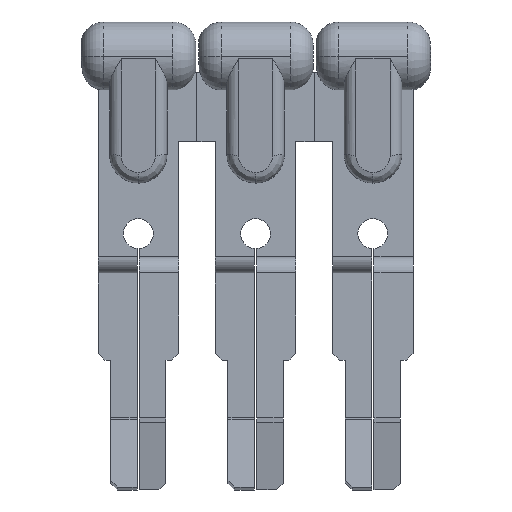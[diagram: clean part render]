
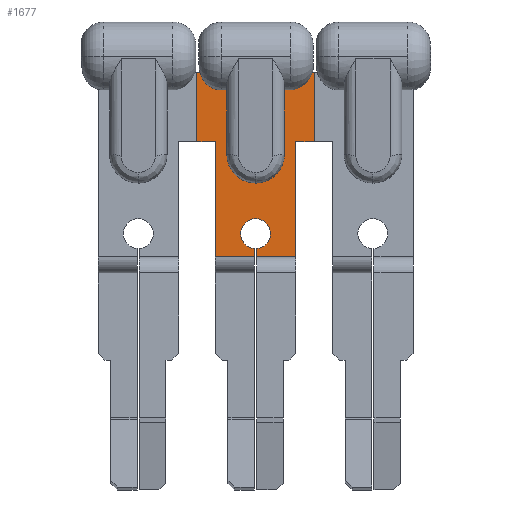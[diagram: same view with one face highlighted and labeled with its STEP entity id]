
A CAD part, top view. The second image highlights one B-rep face of the part: STEP entity #1677.
In plain terms, the highlighted planar face has unit normal (0, 0, 1).
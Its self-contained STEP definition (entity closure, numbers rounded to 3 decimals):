
#67 = DIRECTION ( 'NONE',  ( -1., 0., 0. ) ) ;
#68 = EDGE_CURVE ( 'NONE', #1494, #1324, #1310, .T. ) ;
#78 = DIRECTION ( 'NONE',  ( 1., 0., 0. ) ) ;
#80 = EDGE_CURVE ( 'NONE', #2114, #1324, #1112, .T. ) ;
#91 = CARTESIAN_POINT ( 'NONE',  ( 0.65, 4.116, 0. ) ) ;
#93 = EDGE_CURVE ( 'NONE', #1036, #1898, #3721, .T. ) ;
#101 = CARTESIAN_POINT ( 'NONE',  ( -2.548, 3.99, 0. ) ) ;
#110 = DIRECTION ( 'NONE',  ( 0., -1., 0. ) ) ;
#113 = EDGE_CURVE ( 'NONE', #1352, #1036, #484, .T. ) ;
#119 = EDGE_CURVE ( 'NONE', #1352, #287, #475, .T. ) ;
#125 = EDGE_CURVE ( 'NONE', #196, #1536, #1139, .T. ) ;
#145 = CARTESIAN_POINT ( 'NONE',  ( 2.548, 6.99, 0. ) ) ;
#149 = EDGE_CURVE ( 'NONE', #2921, #196, #3105, .T. ) ;
#153 = EDGE_CURVE ( 'NONE', #2921, #2500, #3087, .T. ) ;
#159 = CARTESIAN_POINT ( 'NONE',  ( 1.75, 6.99, 0. ) ) ;
#194 = VECTOR ( 'NONE', #67, 1000. ) ;
#196 = VERTEX_POINT ( 'NONE', #4129 ) ;
#210 = EDGE_CURVE ( 'NONE', #2500, #339, #655, .T. ) ;
#242 = EDGE_CURVE ( 'NONE', #760, #1494, #588, .T. ) ;
#287 = VERTEX_POINT ( 'NONE', #2666 ) ;
#295 = CARTESIAN_POINT ( 'NONE',  ( -2.548, 3.99, 0. ) ) ;
#339 = VERTEX_POINT ( 'NONE', #295 ) ;
#373 = CARTESIAN_POINT ( 'NONE',  ( 2.548, 6.99, 0. ) ) ;
#462 = DIRECTION ( 'NONE',  ( -1., 0., 0. ) ) ;
#470 = VECTOR ( 'NONE', #526, 1000. ) ;
#475 = LINE ( 'NONE', #607, #3698 ) ;
#484 = LINE ( 'NONE', #764, #470 ) ;
#513 = DIRECTION ( 'NONE',  ( 1., 0., 0. ) ) ;
#526 = DIRECTION ( 'NONE',  ( 0., 1., 0. ) ) ;
#536 = CARTESIAN_POINT ( 'NONE',  ( -1.75, -1.01, 0. ) ) ;
#583 = VECTOR ( 'NONE', #3282, 1000. ) ;
#588 = LINE ( 'NONE', #3344, #583 ) ;
#607 = CARTESIAN_POINT ( 'NONE',  ( -1.75, -1.01, 0. ) ) ;
#609 = FACE_BOUND ( 'NONE', #1412, .T. ) ;
#655 = LINE ( 'NONE', #3862, #696 ) ;
#687 = DIRECTION ( 'NONE',  ( 1., 0., 0. ) ) ;
#696 = VECTOR ( 'NONE', #3871, 1000. ) ;
#706 = DIRECTION ( 'NONE',  ( 0., 0., 1. ) ) ;
#733 = FACE_OUTER_BOUND ( 'NONE', #1957, .T. ) ;
#739 = CARTESIAN_POINT ( 'NONE',  ( 0., 0., 0. ) ) ;
#760 = VERTEX_POINT ( 'NONE', #2256 ) ;
#764 = CARTESIAN_POINT ( 'NONE',  ( 0.05, -1.01, 0. ) ) ;
#773 = CARTESIAN_POINT ( 'NONE',  ( 2.548, 3.99, 0. ) ) ;
#778 = EDGE_CURVE ( 'NONE', #1235, #2066, #2068, .T. ) ;
#799 = DIRECTION ( 'NONE',  ( 0., -1., 0. ) ) ;
#829 = AXIS2_PLACEMENT_3D ( 'NONE', #2267, #2325, #3709 ) ;
#832 = ORIENTED_EDGE ( 'NONE', *, *, #1639, .F. ) ;
#874 = ORIENTED_EDGE ( 'NONE', *, *, #778, .F. ) ;
#888 = EDGE_CURVE ( 'NONE', #1898, #2196, #2292, .T. ) ;
#919 = ORIENTED_EDGE ( 'NONE', *, *, #68, .T. ) ;
#922 = CIRCLE ( 'NONE', #3585, 0.65 ) ;
#948 = ORIENTED_EDGE ( 'NONE', *, *, #80, .F. ) ;
#1036 = VERTEX_POINT ( 'NONE', #2142 ) ;
#1069 = CIRCLE ( 'NONE', #1072, 0.65 ) ;
#1070 = DIRECTION ( 'NONE',  ( 1., 0., 0. ) ) ;
#1072 = AXIS2_PLACEMENT_3D ( 'NONE', #3730, #1752, #4001 ) ;
#1112 = LINE ( 'NONE', #2814, #3719 ) ;
#1122 = CARTESIAN_POINT ( 'NONE',  ( -1.75, -1.01, 0. ) ) ;
#1139 = LINE ( 'NONE', #773, #3055 ) ;
#1151 = ORIENTED_EDGE ( 'NONE', *, *, #3120, .F. ) ;
#1199 = VECTOR ( 'NONE', #1070, 1000. ) ;
#1219 = ORIENTED_EDGE ( 'NONE', *, *, #888, .F. ) ;
#1235 = VERTEX_POINT ( 'NONE', #2351 ) ;
#1247 = ORIENTED_EDGE ( 'NONE', *, *, #93, .F. ) ;
#1270 = ORIENTED_EDGE ( 'NONE', *, *, #113, .F. ) ;
#1292 = ORIENTED_EDGE ( 'NONE', *, *, #119, .T. ) ;
#1310 = LINE ( 'NONE', #1122, #1199 ) ;
#1312 = ORIENTED_EDGE ( 'NONE', *, *, #1981, .T. ) ;
#1324 = VERTEX_POINT ( 'NONE', #3375 ) ;
#1346 = ORIENTED_EDGE ( 'NONE', *, *, #125, .F. ) ;
#1352 = VERTEX_POINT ( 'NONE', #2202 ) ;
#1385 = ORIENTED_EDGE ( 'NONE', *, *, #149, .F. ) ;
#1412 = EDGE_LOOP ( 'NONE', ( #832, #874 ) ) ;
#1488 = LINE ( 'NONE', #2823, #2362 ) ;
#1494 = VERTEX_POINT ( 'NONE', #536 ) ;
#1536 = VERTEX_POINT ( 'NONE', #2536 ) ;
#1639 = EDGE_CURVE ( 'NONE', #2066, #1235, #922, .T. ) ;
#1677 = ADVANCED_FACE ( 'NONE', ( #609, #733 ), #2437, .T. ) ;
#1692 = AXIS2_PLACEMENT_3D ( 'NONE', #3545, #3520, #3532 ) ;
#1752 = DIRECTION ( 'NONE',  ( 0., 0., 1. ) ) ;
#1756 = ORIENTED_EDGE ( 'NONE', *, *, #153, .T. ) ;
#1773 = AXIS2_PLACEMENT_3D ( 'NONE', #739, #706, #687 ) ;
#1864 = ORIENTED_EDGE ( 'NONE', *, *, #210, .T. ) ;
#1898 = VERTEX_POINT ( 'NONE', #2925 ) ;
#1957 = EDGE_LOOP ( 'NONE', ( #919, #948, #1151, #1219, #1247, #1270, #1292, #1312, #1346, #1385, #1756, #1864, #1995, #2048 ) ) ;
#1981 = EDGE_CURVE ( 'NONE', #287, #1536, #1488, .T. ) ;
#1995 = ORIENTED_EDGE ( 'NONE', *, *, #2065, .T. ) ;
#2048 = ORIENTED_EDGE ( 'NONE', *, *, #242, .T. ) ;
#2065 = EDGE_CURVE ( 'NONE', #339, #760, #2959, .T. ) ;
#2066 = VERTEX_POINT ( 'NONE', #91 ) ;
#2068 = CIRCLE ( 'NONE', #2243, 0.65 ) ;
#2114 = VERTEX_POINT ( 'NONE', #3857 ) ;
#2142 = CARTESIAN_POINT ( 'NONE',  ( 0.05, -0.648, 0. ) ) ;
#2196 = VERTEX_POINT ( 'NONE', #3551 ) ;
#2202 = CARTESIAN_POINT ( 'NONE',  ( 0.05, -1.01, 0. ) ) ;
#2243 = AXIS2_PLACEMENT_3D ( 'NONE', #3596, #4055, #3790 ) ;
#2256 = CARTESIAN_POINT ( 'NONE',  ( -1.75, 3.99, 0. ) ) ;
#2267 = CARTESIAN_POINT ( 'NONE',  ( 0., 0., 0. ) ) ;
#2292 = CIRCLE ( 'NONE', #1692, 0.65 ) ;
#2325 = DIRECTION ( 'NONE',  ( 0., 0., 1. ) ) ;
#2351 = CARTESIAN_POINT ( 'NONE',  ( -0.65, 4.116, 0. ) ) ;
#2362 = VECTOR ( 'NONE', #2776, 1000. ) ;
#2437 = PLANE ( 'NONE',  #829 ) ;
#2500 = VERTEX_POINT ( 'NONE', #3179 ) ;
#2536 = CARTESIAN_POINT ( 'NONE',  ( 1.75, 3.99, 0. ) ) ;
#2666 = CARTESIAN_POINT ( 'NONE',  ( 1.75, -1.01, 0. ) ) ;
#2776 = DIRECTION ( 'NONE',  ( 0., 1., 0. ) ) ;
#2814 = CARTESIAN_POINT ( 'NONE',  ( -0.05, -1.01, 0. ) ) ;
#2823 = CARTESIAN_POINT ( 'NONE',  ( 1.75, -1.01, 0. ) ) ;
#2921 = VERTEX_POINT ( 'NONE', #373 ) ;
#2925 = CARTESIAN_POINT ( 'NONE',  ( 0.65, 0., 0. ) ) ;
#2959 = LINE ( 'NONE', #101, #3706 ) ;
#3055 = VECTOR ( 'NONE', #462, 1000. ) ;
#3084 = DIRECTION ( 'NONE',  ( 1., 0., 0. ) ) ;
#3087 = LINE ( 'NONE', #159, #194 ) ;
#3088 = CARTESIAN_POINT ( 'NONE',  ( 0., 4.116, 0. ) ) ;
#3092 = DIRECTION ( 'NONE',  ( 0., 0., 1. ) ) ;
#3099 = VECTOR ( 'NONE', #110, 1000. ) ;
#3105 = LINE ( 'NONE', #145, #3099 ) ;
#3120 = EDGE_CURVE ( 'NONE', #2196, #2114, #1069, .T. ) ;
#3179 = CARTESIAN_POINT ( 'NONE',  ( -2.548, 6.99, 0. ) ) ;
#3282 = DIRECTION ( 'NONE',  ( 0., -1., 0. ) ) ;
#3344 = CARTESIAN_POINT ( 'NONE',  ( -1.75, 6.99, 0. ) ) ;
#3375 = CARTESIAN_POINT ( 'NONE',  ( -0.05, -1.01, 0. ) ) ;
#3520 = DIRECTION ( 'NONE',  ( 0., 0., 1. ) ) ;
#3532 = DIRECTION ( 'NONE',  ( 1., 0., 0. ) ) ;
#3545 = CARTESIAN_POINT ( 'NONE',  ( 0., 0., 0. ) ) ;
#3551 = CARTESIAN_POINT ( 'NONE',  ( -0.65, 0., 0. ) ) ;
#3585 = AXIS2_PLACEMENT_3D ( 'NONE', #3088, #3092, #3084 ) ;
#3596 = CARTESIAN_POINT ( 'NONE',  ( 0., 4.116, 0. ) ) ;
#3698 = VECTOR ( 'NONE', #513, 1000. ) ;
#3706 = VECTOR ( 'NONE', #78, 1000. ) ;
#3709 = DIRECTION ( 'NONE',  ( 1., 0., 0. ) ) ;
#3719 = VECTOR ( 'NONE', #799, 1000. ) ;
#3721 = CIRCLE ( 'NONE', #1773, 0.65 ) ;
#3730 = CARTESIAN_POINT ( 'NONE',  ( 0., 0., 0. ) ) ;
#3790 = DIRECTION ( 'NONE',  ( 1., 0., 0. ) ) ;
#3857 = CARTESIAN_POINT ( 'NONE',  ( -0.05, -0.648, 0. ) ) ;
#3862 = CARTESIAN_POINT ( 'NONE',  ( -2.548, 6.99, 0. ) ) ;
#3871 = DIRECTION ( 'NONE',  ( 0., -1., 0. ) ) ;
#4001 = DIRECTION ( 'NONE',  ( 1., 0., 0. ) ) ;
#4055 = DIRECTION ( 'NONE',  ( 0., 0., 1. ) ) ;
#4129 = CARTESIAN_POINT ( 'NONE',  ( 2.548, 3.99, 0. ) ) ;
